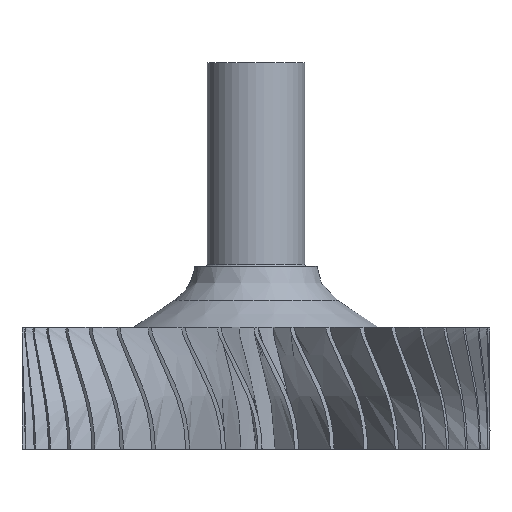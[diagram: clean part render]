
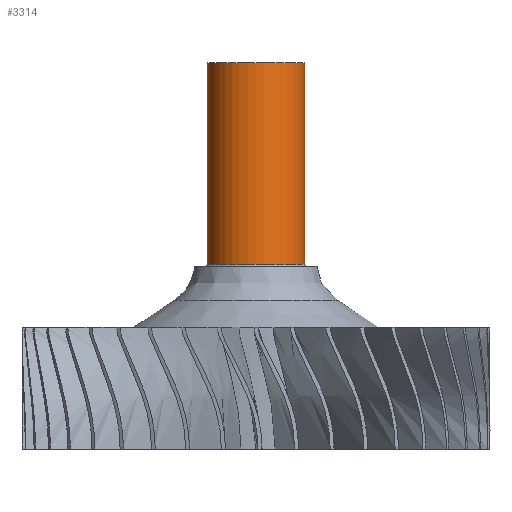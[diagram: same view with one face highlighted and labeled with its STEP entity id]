
A CAD part, front view. The second image highlights one B-rep face of the part: STEP entity #3314.
In plain terms, the highlighted cylindrical face has radius 12 mm (diameter 24 mm), a full revolution.
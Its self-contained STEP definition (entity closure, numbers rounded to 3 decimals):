
#16=LINE('',#5004,#178);
#178=VECTOR('',#3887,12.);
#340=CYLINDRICAL_SURFACE('',#3541,12.);
#471=FACE_OUTER_BOUND('',#683,.T.);
#683=EDGE_LOOP('',(#2161,#2162,#2163,#2164));
#892=CIRCLE('',#3539,12.);
#894=CIRCLE('',#3542,12.);
#1274=VERTEX_POINT('',#4998);
#1275=VERTEX_POINT('',#5002);
#1610=EDGE_CURVE('',#1274,#1274,#892,.T.);
#1612=EDGE_CURVE('',#1275,#1275,#894,.T.);
#1613=EDGE_CURVE('',#1275,#1274,#16,.T.);
#2161=ORIENTED_EDGE('',*,*,#1612,.F.);
#2162=ORIENTED_EDGE('',*,*,#1613,.T.);
#2163=ORIENTED_EDGE('',*,*,#1610,.F.);
#2164=ORIENTED_EDGE('',*,*,#1613,.F.);
#3314=ADVANCED_FACE('',(#471),#340,.T.);
#3539=AXIS2_PLACEMENT_3D('',#4999,#3879,#3880);
#3541=AXIS2_PLACEMENT_3D('',#5001,#3883,#3884);
#3542=AXIS2_PLACEMENT_3D('',#5003,#3885,#3886);
#3879=DIRECTION('center_axis',(0.,0.,-1.));
#3880=DIRECTION('ref_axis',(-1.,0.,0.));
#3883=DIRECTION('center_axis',(0.,0.,1.));
#3884=DIRECTION('ref_axis',(-1.,0.,0.));
#3885=DIRECTION('center_axis',(0.,0.,1.));
#3886=DIRECTION('ref_axis',(-1.,0.,0.));
#3887=DIRECTION('',(0.,0.,-1.));
#4998=CARTESIAN_POINT('',(12.,0.,45.5));
#4999=CARTESIAN_POINT('Origin',(0.,0.,
45.5));
#5001=CARTESIAN_POINT('Origin',(0.,0.,
45.));
#5002=CARTESIAN_POINT('',(12.,0.,95.));
#5003=CARTESIAN_POINT('Origin',(0.,0.,
95.));
#5004=CARTESIAN_POINT('',(12.,0.,45.));
